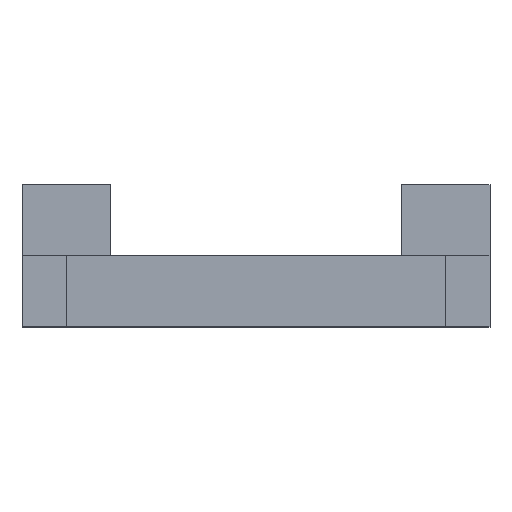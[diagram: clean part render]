
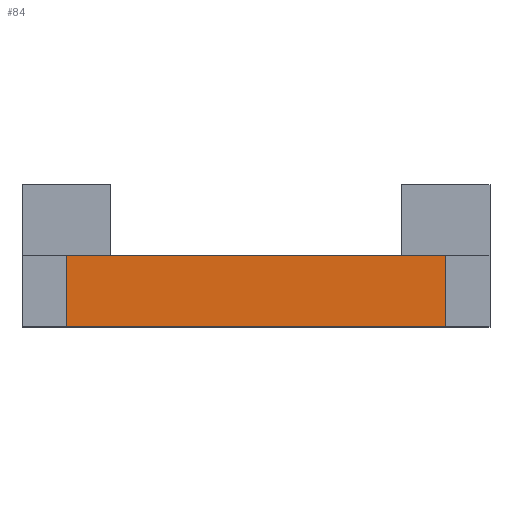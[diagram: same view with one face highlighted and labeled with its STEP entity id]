
A CAD part, top view. The second image highlights one B-rep face of the part: STEP entity #84.
In plain terms, the highlighted planar face has unit normal (0, 0, 1).
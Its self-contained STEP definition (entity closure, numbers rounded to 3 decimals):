
#17 = ORIENTED_EDGE ( 'NONE', *, *, #990, .T. ) ;
#68 = AXIS2_PLACEMENT_3D ( 'NONE', #1087, #363, #1214 ) ;
#84 = ADVANCED_FACE ( 'NONE', ( #892 ), #672, .F. ) ;
#141 = CARTESIAN_POINT ( 'NONE',  ( -16., 0., 23. ) ) ;
#164 = CARTESIAN_POINT ( 'NONE',  ( 16., 6., 23. ) ) ;
#187 = DIRECTION ( 'NONE',  ( 0., -1., 0. ) ) ;
#202 = CARTESIAN_POINT ( 'NONE',  ( -16., 6., 23. ) ) ;
#204 = CARTESIAN_POINT ( 'NONE',  ( -16., 0., 23. ) ) ;
#265 = ORIENTED_EDGE ( 'NONE', *, *, #1341, .F. ) ;
#290 = EDGE_CURVE ( 'NONE', #1319, #783, #608, .T. ) ;
#344 = LINE ( 'NONE', #955, #723 ) ;
#363 = DIRECTION ( 'NONE',  ( 0., 0., -1. ) ) ;
#473 = LINE ( 'NONE', #164, #580 ) ;
#501 = EDGE_CURVE ( 'NONE', #1157, #741, #473, .T. ) ;
#554 = DIRECTION ( 'NONE',  ( 1., 0., 0. ) ) ;
#580 = VECTOR ( 'NONE', #869, 1000. ) ;
#608 = LINE ( 'NONE', #1128, #1043 ) ;
#672 = PLANE ( 'NONE',  #68 ) ;
#723 = VECTOR ( 'NONE', #554, 1000. ) ;
#741 = VERTEX_POINT ( 'NONE', #1064 ) ;
#783 = VERTEX_POINT ( 'NONE', #141 ) ;
#869 = DIRECTION ( 'NONE',  ( 0., -1., 0. ) ) ;
#892 = FACE_OUTER_BOUND ( 'NONE', #1193, .T. ) ;
#955 = CARTESIAN_POINT ( 'NONE',  ( -16., 6., 23. ) ) ;
#990 = EDGE_CURVE ( 'NONE', #783, #741, #1244, .T. ) ;
#1021 = DIRECTION ( 'NONE',  ( 1., 0., 0. ) ) ;
#1043 = VECTOR ( 'NONE', #187, 1000. ) ;
#1064 = CARTESIAN_POINT ( 'NONE',  ( 16., 0., 23. ) ) ;
#1087 = CARTESIAN_POINT ( 'NONE',  ( -16., 6., 23. ) ) ;
#1128 = CARTESIAN_POINT ( 'NONE',  ( -16., 6., 23. ) ) ;
#1138 = VECTOR ( 'NONE', #1021, 1000. ) ;
#1157 = VERTEX_POINT ( 'NONE', #1264 ) ;
#1177 = ORIENTED_EDGE ( 'NONE', *, *, #501, .F. ) ;
#1193 = EDGE_LOOP ( 'NONE', ( #17, #1177, #265, #1271 ) ) ;
#1214 = DIRECTION ( 'NONE',  ( -1., 0., 0. ) ) ;
#1244 = LINE ( 'NONE', #204, #1138 ) ;
#1264 = CARTESIAN_POINT ( 'NONE',  ( 16., 6., 23. ) ) ;
#1271 = ORIENTED_EDGE ( 'NONE', *, *, #290, .T. ) ;
#1319 = VERTEX_POINT ( 'NONE', #202 ) ;
#1341 = EDGE_CURVE ( 'NONE', #1319, #1157, #344, .T. ) ;
